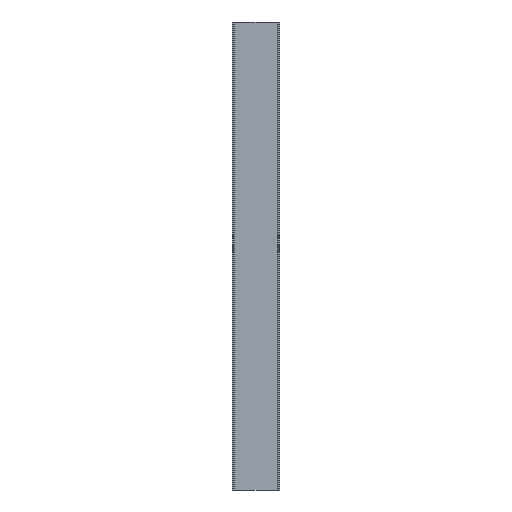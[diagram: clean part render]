
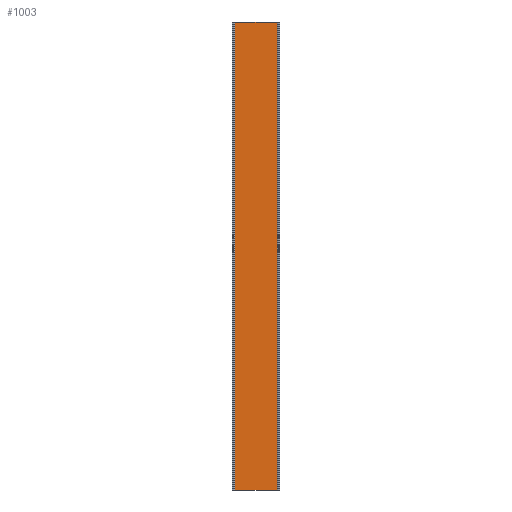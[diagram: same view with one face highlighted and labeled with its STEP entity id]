
A CAD part, left-side view. The second image highlights one B-rep face of the part: STEP entity #1003.
In plain terms, the highlighted planar face has unit normal (-1, 0, 0).
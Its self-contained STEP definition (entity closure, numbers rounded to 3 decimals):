
#72 = PLANE('',#73);
#73 = AXIS2_PLACEMENT_3D('',#74,#75,#76);
#74 = CARTESIAN_POINT('',(-0.894,-10.38,4000.));
#75 = DIRECTION('',(-0.,-0.,-1.));
#76 = DIRECTION('',(-1.,0.,0.));
#126 = PLANE('',#127);
#127 = AXIS2_PLACEMENT_3D('',#128,#129,#130);
#128 = CARTESIAN_POINT('',(-0.894,-10.38,0.));
#129 = DIRECTION('',(-0.,-0.,-1.));
#130 = DIRECTION('',(-1.,0.,0.));
#885 = CYLINDRICAL_SURFACE('',#886,10.2);
#886 = AXIS2_PLACEMENT_3D('',#887,#888,#889);
#887 = CARTESIAN_POINT('',(-14.944,-190.58,0.));
#888 = DIRECTION('',(-0.,-0.,-1.));
#889 = DIRECTION('',(1.,0.,0.));
#923 = VERTEX_POINT('',#924);
#924 = CARTESIAN_POINT('',(-4.744,-190.58,4000.));
#950 = EDGE_CURVE('',#951,#923,#953,.T.);
#951 = VERTEX_POINT('',#952);
#952 = CARTESIAN_POINT('',(-4.744,-190.58,0.));
#953 = SURFACE_CURVE('',#954,(#958,#965),.PCURVE_S1.);
#954 = LINE('',#955,#956);
#955 = CARTESIAN_POINT('',(-4.744,-190.58,0.));
#956 = VECTOR('',#957,1.);
#957 = DIRECTION('',(0.,0.,1.));
#958 = PCURVE('',#885,#959);
#959 = DEFINITIONAL_REPRESENTATION('',(#960),#964);
#960 = LINE('',#961,#962);
#961 = CARTESIAN_POINT('',(-6.283,0.));
#962 = VECTOR('',#963,1.);
#963 = DIRECTION('',(-0.,-1.));
#964 = ( GEOMETRIC_REPRESENTATION_CONTEXT(2) 
PARAMETRIC_REPRESENTATION_CONTEXT() REPRESENTATION_CONTEXT('2D SPACE',''
  ) );
#965 = PCURVE('',#966,#971);
#966 = PLANE('',#967);
#967 = AXIS2_PLACEMENT_3D('',#968,#969,#970);
#968 = CARTESIAN_POINT('',(-4.744,-190.58,0.));
#969 = DIRECTION('',(-1.,0.,0.));
#970 = DIRECTION('',(0.,1.,0.));
#971 = DEFINITIONAL_REPRESENTATION('',(#972),#976);
#972 = LINE('',#973,#974);
#973 = CARTESIAN_POINT('',(0.,0.));
#974 = VECTOR('',#975,1.);
#975 = DIRECTION('',(0.,-1.));
#976 = ( GEOMETRIC_REPRESENTATION_CONTEXT(2) 
PARAMETRIC_REPRESENTATION_CONTEXT() REPRESENTATION_CONTEXT('2D SPACE',''
  ) );
#1003 = ADVANCED_FACE('',(#1004),#966,.T.);
#1004 = FACE_BOUND('',#1005,.T.);
#1005 = EDGE_LOOP('',(#1006,#1007,#1030,#1058));
#1006 = ORIENTED_EDGE('',*,*,#950,.T.);
#1007 = ORIENTED_EDGE('',*,*,#1008,.T.);
#1008 = EDGE_CURVE('',#923,#1009,#1011,.T.);
#1009 = VERTEX_POINT('',#1010);
#1010 = CARTESIAN_POINT('',(-4.744,169.82,4000.));
#1011 = SURFACE_CURVE('',#1012,(#1016,#1023),.PCURVE_S1.);
#1012 = LINE('',#1013,#1014);
#1013 = CARTESIAN_POINT('',(-4.744,-190.58,4000.));
#1014 = VECTOR('',#1015,1.);
#1015 = DIRECTION('',(0.,1.,0.));
#1016 = PCURVE('',#966,#1017);
#1017 = DEFINITIONAL_REPRESENTATION('',(#1018),#1022);
#1018 = LINE('',#1019,#1020);
#1019 = CARTESIAN_POINT('',(0.,-4000.));
#1020 = VECTOR('',#1021,1.);
#1021 = DIRECTION('',(1.,0.));
#1022 = ( GEOMETRIC_REPRESENTATION_CONTEXT(2) 
PARAMETRIC_REPRESENTATION_CONTEXT() REPRESENTATION_CONTEXT('2D SPACE',''
  ) );
#1023 = PCURVE('',#72,#1024);
#1024 = DEFINITIONAL_REPRESENTATION('',(#1025),#1029);
#1025 = LINE('',#1026,#1027);
#1026 = CARTESIAN_POINT('',(3.85,-180.2));
#1027 = VECTOR('',#1028,1.);
#1028 = DIRECTION('',(0.,1.));
#1029 = ( GEOMETRIC_REPRESENTATION_CONTEXT(2) 
PARAMETRIC_REPRESENTATION_CONTEXT() REPRESENTATION_CONTEXT('2D SPACE',''
  ) );
#1030 = ORIENTED_EDGE('',*,*,#1031,.F.);
#1031 = EDGE_CURVE('',#1032,#1009,#1034,.T.);
#1032 = VERTEX_POINT('',#1033);
#1033 = CARTESIAN_POINT('',(-4.744,169.82,0.));
#1034 = SURFACE_CURVE('',#1035,(#1039,#1046),.PCURVE_S1.);
#1035 = LINE('',#1036,#1037);
#1036 = CARTESIAN_POINT('',(-4.744,169.82,0.));
#1037 = VECTOR('',#1038,1.);
#1038 = DIRECTION('',(0.,0.,1.));
#1039 = PCURVE('',#966,#1040);
#1040 = DEFINITIONAL_REPRESENTATION('',(#1041),#1045);
#1041 = LINE('',#1042,#1043);
#1042 = CARTESIAN_POINT('',(360.4,0.));
#1043 = VECTOR('',#1044,1.);
#1044 = DIRECTION('',(0.,-1.));
#1045 = ( GEOMETRIC_REPRESENTATION_CONTEXT(2) 
PARAMETRIC_REPRESENTATION_CONTEXT() REPRESENTATION_CONTEXT('2D SPACE',''
  ) );
#1046 = PCURVE('',#1047,#1052);
#1047 = CYLINDRICAL_SURFACE('',#1048,10.2);
#1048 = AXIS2_PLACEMENT_3D('',#1049,#1050,#1051);
#1049 = CARTESIAN_POINT('',(-14.944,169.82,0.));
#1050 = DIRECTION('',(-0.,-0.,-1.));
#1051 = DIRECTION('',(1.,0.,0.));
#1052 = DEFINITIONAL_REPRESENTATION('',(#1053),#1057);
#1053 = LINE('',#1054,#1055);
#1054 = CARTESIAN_POINT('',(0.,0.));
#1055 = VECTOR('',#1056,1.);
#1056 = DIRECTION('',(-0.,-1.));
#1057 = ( GEOMETRIC_REPRESENTATION_CONTEXT(2) 
PARAMETRIC_REPRESENTATION_CONTEXT() REPRESENTATION_CONTEXT('2D SPACE',''
  ) );
#1058 = ORIENTED_EDGE('',*,*,#1059,.F.);
#1059 = EDGE_CURVE('',#951,#1032,#1060,.T.);
#1060 = SURFACE_CURVE('',#1061,(#1065,#1072),.PCURVE_S1.);
#1061 = LINE('',#1062,#1063);
#1062 = CARTESIAN_POINT('',(-4.744,-190.58,0.));
#1063 = VECTOR('',#1064,1.);
#1064 = DIRECTION('',(0.,1.,0.));
#1065 = PCURVE('',#966,#1066);
#1066 = DEFINITIONAL_REPRESENTATION('',(#1067),#1071);
#1067 = LINE('',#1068,#1069);
#1068 = CARTESIAN_POINT('',(0.,0.));
#1069 = VECTOR('',#1070,1.);
#1070 = DIRECTION('',(1.,0.));
#1071 = ( GEOMETRIC_REPRESENTATION_CONTEXT(2) 
PARAMETRIC_REPRESENTATION_CONTEXT() REPRESENTATION_CONTEXT('2D SPACE',''
  ) );
#1072 = PCURVE('',#126,#1073);
#1073 = DEFINITIONAL_REPRESENTATION('',(#1074),#1078);
#1074 = LINE('',#1075,#1076);
#1075 = CARTESIAN_POINT('',(3.85,-180.2));
#1076 = VECTOR('',#1077,1.);
#1077 = DIRECTION('',(0.,1.));
#1078 = ( GEOMETRIC_REPRESENTATION_CONTEXT(2) 
PARAMETRIC_REPRESENTATION_CONTEXT() REPRESENTATION_CONTEXT('2D SPACE',''
  ) );
